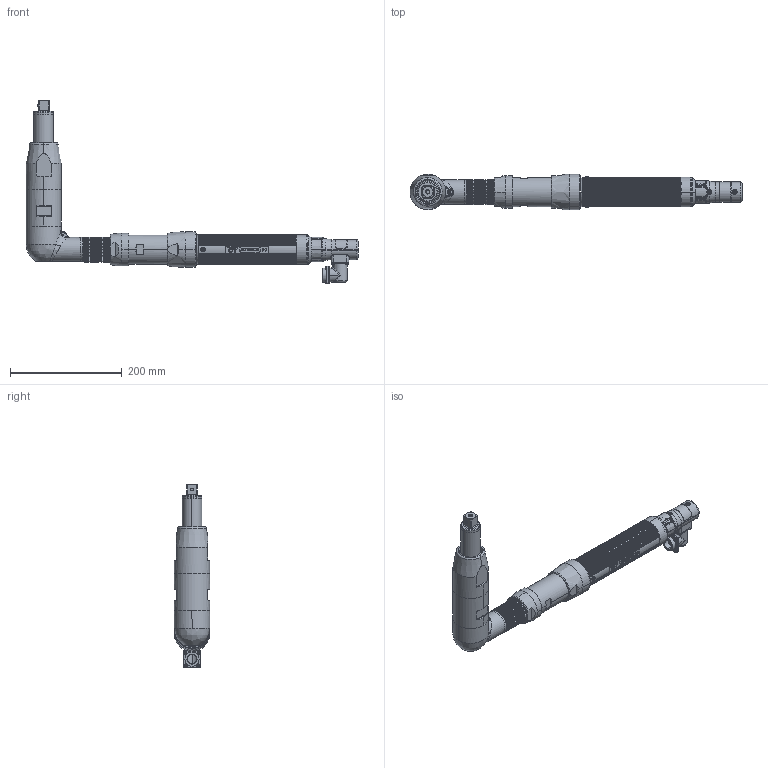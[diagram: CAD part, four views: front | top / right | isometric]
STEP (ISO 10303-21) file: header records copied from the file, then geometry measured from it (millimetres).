
FILE_DESCRIPTION((''),'2;1');
FILE_NAME('EB55MA32F2-300','2015-05-26T',('EJF1116'),(''),'PRO/ENGINEER BY PARAMETRIC TECHNOLOGY CORPORATION, 2010430','PRO/ENGINEER BY PARAMETRIC TECHNOLOGY CORPORATION, 2010430','');
FILE_SCHEMA(('CONFIG_CONTROL_DESIGN'));
Length unit declared in the file: inch
Products named in the file (1): EB55MA32F2-300
Bounding box: 594.66 x 63.5 x 328.7 mm (x, y, z)
Surface area: 224540.4 mm2 (no closed solid volume)
Topology: 0 solids, 142 shells, 1219 faces, 5491 edges, 4268 vertices
Faces by surface type: cylinder 526, plane 308, cone 154, torus 132, bspline 97, extrusion 2
Entity records: 69818 total; most frequent: CARTESIAN_POINT 28629, DIRECTION 7777, ORIENTED_EDGE 7753, EDGE_CURVE 5491, VERTEX_POINT 4268, AXIS2_PLACEMENT_3D 2596, VECTOR 2585, LINE 2583
